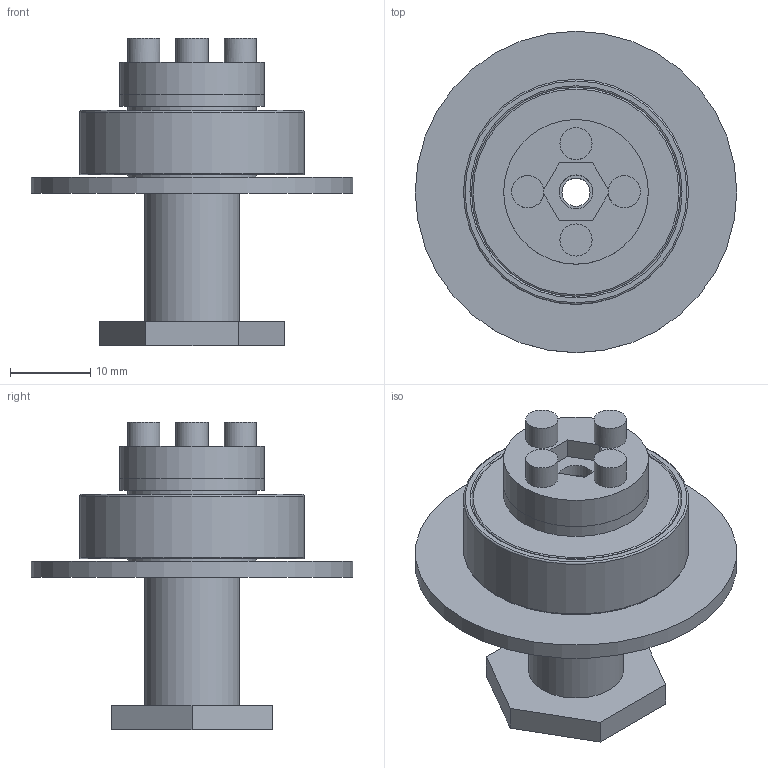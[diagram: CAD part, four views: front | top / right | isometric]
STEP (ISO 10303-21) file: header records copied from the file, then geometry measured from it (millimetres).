
FILE_DESCRIPTION(/* description */ (''),/* implementation_level */ '2;1');
FILE_NAME(/* name */ 'Assembly test v10.stp',/* time_stamp */ '2020-12-11T16:28:24+01:00',/* author */ (''),/* organization */ (''),/* preprocessor_version */ 'ST-DEVELOPER v18.1',/* originating_system */ 'Autodesk Translation Framework v9.7.1.1290',/* authorisation */ '');
FILE_SCHEMA (('AUTOMOTIVE_DESIGN { 1 0 10303 214 3 1 1 }'));
Length unit declared in the file: millimetre
Products named in the file (6): Assembly - test; Axe 2 v7; Rolling 6001-2RS-SKF - 12x28x8 mm v3; Axe 1 v13; Axe 3 v14; Axe 4 v5
Assembly tree (5 placements, depth 2):
  Assembly - test
    Axe 2 v7
    Rolling 6001-2RS-SKF - 12x28x8 mm v3
    Axe 1 v13
    Axe 3 v14
    Axe 4 v5
Bounding box: 40 x 40 x 38.3 mm (x, y, z)
Volume: 11296.4 mm3; surface area: 9150 mm2
Topology: 5 solids, 5 shells, 87 faces, 183 edges, 120 vertices
Faces by surface type: plane 58, cylinder 17, torus 12
Full cylindrical faces by diameter (mm): 3.5 x1, 4 x4, 4.2 x2, 11.8 x1, 12 x3, 16 x2, 18 x2, 28 x1, 40 x1
Entity records: 2587 total; most frequent: DIRECTION 453, CARTESIAN_POINT 402, ORIENTED_EDGE 366, EDGE_CURVE 183, AXIS2_PLACEMENT_3D 171, VERTEX_POINT 120, EDGE_LOOP 111, LINE 111
